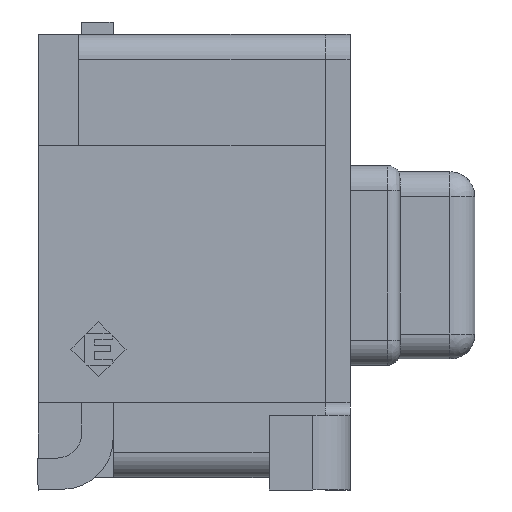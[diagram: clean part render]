
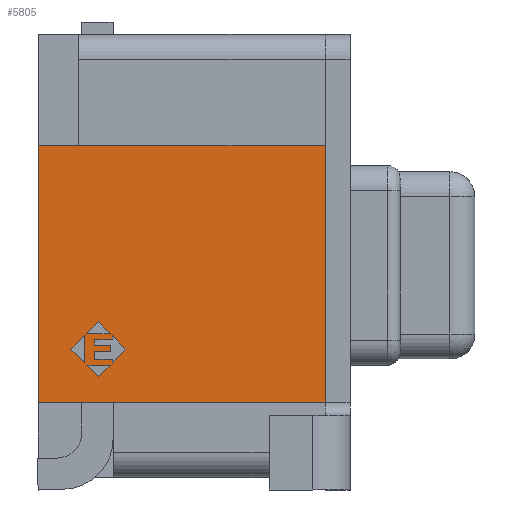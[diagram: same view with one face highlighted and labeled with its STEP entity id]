
A CAD part, left-side view. The second image highlights one B-rep face of the part: STEP entity #5805.
In plain terms, the highlighted face is planar.
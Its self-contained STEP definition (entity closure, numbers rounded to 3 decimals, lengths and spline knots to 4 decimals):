
#690=FACE_OUTER_BOUND('',#1042,.T.);
#1042=EDGE_LOOP('',(#5075,#5076,#5077,#5078,#5079));
#1386=LINE('',#9027,#2014);
#1541=LINE('',#9440,#2169);
#1553=LINE('',#9463,#2181);
#1632=LINE('',#9628,#2260);
#1633=LINE('',#9629,#2261);
#2014=VECTOR('',#7293,2.06);
#2169=VECTOR('',#7716,1.975);
#2181=VECTOR('',#7730,2.06);
#2260=VECTOR('',#7875,0.325);
#2261=VECTOR('',#7876,2.3);
#2625=VERTEX_POINT('',#9024);
#2626=VERTEX_POINT('',#9026);
#2750=VERTEX_POINT('',#9438);
#2751=VERTEX_POINT('',#9443);
#2760=VERTEX_POINT('',#9461);
#3291=EDGE_CURVE('',#2626,#2625,#1386,.T.);
#3495=EDGE_CURVE('',#2750,#2625,#1541,.T.);
#3507=EDGE_CURVE('',#2760,#2751,#1553,.T.);
#3587=EDGE_CURVE('',#2751,#2750,#1632,.T.);
#3588=EDGE_CURVE('',#2760,#2626,#1633,.T.);
#5075=ORIENTED_EDGE('',*,*,#3291,.T.);
#5076=ORIENTED_EDGE('',*,*,#3495,.F.);
#5077=ORIENTED_EDGE('',*,*,#3587,.F.);
#5078=ORIENTED_EDGE('',*,*,#3507,.F.);
#5079=ORIENTED_EDGE('',*,*,#3588,.T.);
#5472=PLANE('',#6335);
#5805=ADVANCED_FACE('',(#690),#5472,.T.);
#6335=AXIS2_PLACEMENT_3D('',#9627,#7873,#7874);
#7293=DIRECTION('',(0.,-1.,0.));
#7716=DIRECTION('',(0.,0.,1.));
#7730=DIRECTION('',(0.,-1.,0.));
#7873=DIRECTION('center_axis',(1.,0.,0.));
#7874=DIRECTION('ref_axis',(0.,0.,-1.));
#7875=DIRECTION('',(0.,0.,1.));
#7876=DIRECTION('',(0.,0.,1.));
#9024=CARTESIAN_POINT('',(3.,-0.96,2.3));
#9026=CARTESIAN_POINT('',(3.,1.1,2.3));
#9027=CARTESIAN_POINT('',(3.,1.1,2.3));
#9438=CARTESIAN_POINT('',(3.,-0.96,0.325));
#9440=CARTESIAN_POINT('',(3.,-0.96,0.325));
#9443=CARTESIAN_POINT('',(3.,-0.96,0.));
#9461=CARTESIAN_POINT('',(3.,1.1,0.));
#9463=CARTESIAN_POINT('',(3.,1.1,0.));
#9627=CARTESIAN_POINT('Origin',(3.,-0.66,2.815));
#9628=CARTESIAN_POINT('',(3.,-0.96,0.));
#9629=CARTESIAN_POINT('',(3.,1.1,0.));
